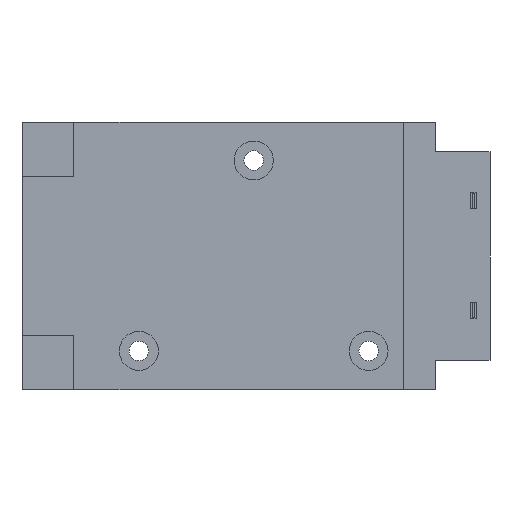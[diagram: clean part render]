
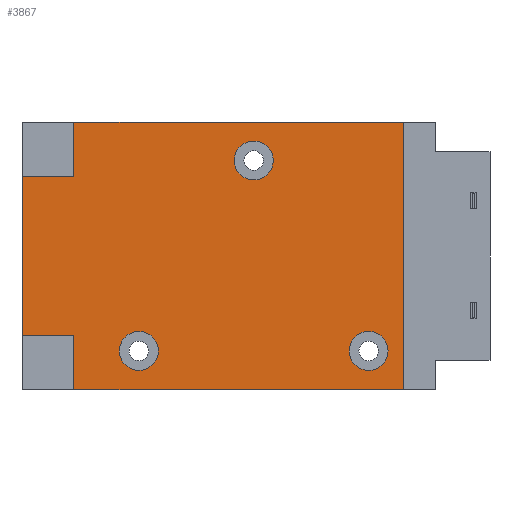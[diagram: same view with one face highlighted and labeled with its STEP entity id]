
A CAD part, front view. The second image highlights one B-rep face of the part: STEP entity #3867.
In plain terms, the highlighted planar face has unit normal (0, -1, 0).
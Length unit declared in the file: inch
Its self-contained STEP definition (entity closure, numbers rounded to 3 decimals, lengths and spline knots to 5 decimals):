
#44 = DIRECTION ( 'NONE',  ( 0., 1., 0. ) ) ;
#47 = EDGE_CURVE ( 'NONE', #4830, #4310, #858, .T. ) ;
#62 = AXIS2_PLACEMENT_3D ( 'NONE', #2245, #4101, #1817 ) ;
#79 = DIRECTION ( 'NONE',  ( -1., 0., 0. ) ) ;
#119 = CARTESIAN_POINT ( 'NONE',  ( 0., 0.055, 0. ) ) ;
#135 = CARTESIAN_POINT ( 'NONE',  ( 0., 0.055, 0.6175 ) ) ;
#145 = DIRECTION ( 'NONE',  ( 0., 0., 1. ) ) ;
#154 = DIRECTION ( 'NONE',  ( 0., 1., 0. ) ) ;
#267 = AXIS2_PLACEMENT_3D ( 'NONE', #672, #4409, #766 ) ;
#391 = EDGE_CURVE ( 'NONE', #1155, #1663, #648, .T. ) ;
#392 = VECTOR ( 'NONE', #1538, 39.37008 ) ;
#409 = LINE ( 'NONE', #861, #2378 ) ;
#578 = CARTESIAN_POINT ( 'NONE',  ( -0.5415, 0.055, -0.4385 ) ) ;
#648 = CIRCLE ( 'NONE', #62, 0.09 ) ;
#672 = CARTESIAN_POINT ( 'NONE',  ( -0.0105, 0.055, 0.4415 ) ) ;
#689 = DIRECTION ( 'NONE',  ( 0., 1., 0. ) ) ;
#721 = AXIS2_PLACEMENT_3D ( 'NONE', #4252, #44, #1446 ) ;
#755 = DIRECTION ( 'NONE',  ( -1., 0., 0. ) ) ;
#766 = DIRECTION ( 'NONE',  ( 0., 0., 1. ) ) ;
#787 = AXIS2_PLACEMENT_3D ( 'NONE', #5263, #2405, #2835 ) ;
#858 = LINE ( 'NONE', #5289, #3270 ) ;
#861 = CARTESIAN_POINT ( 'NONE',  ( 0., 0.055, -0.6175 ) ) ;
#895 = EDGE_CURVE ( 'NONE', #2947, #4195, #3347, .T. ) ;
#974 = CIRCLE ( 'NONE', #5458, 0.09 ) ;
#998 = ORIENTED_EDGE ( 'NONE', *, *, #5393, .F. ) ;
#1058 = ORIENTED_EDGE ( 'NONE', *, *, #47, .F. ) ;
#1077 = ORIENTED_EDGE ( 'NONE', *, *, #391, .T. ) ;
#1081 = CARTESIAN_POINT ( 'NONE',  ( -0.8415, 0.055, 0. ) ) ;
#1083 = CARTESIAN_POINT ( 'NONE',  ( -0.8415, 0.055, -0.6175 ) ) ;
#1155 = VERTEX_POINT ( 'NONE', #3281 ) ;
#1190 = VERTEX_POINT ( 'NONE', #5958 ) ;
#1221 = ORIENTED_EDGE ( 'NONE', *, *, #4604, .T. ) ;
#1335 = DIRECTION ( 'NONE',  ( 1., 0., 0. ) ) ;
#1341 = CARTESIAN_POINT ( 'NONE',  ( 0.5205, 0.055, -0.5285 ) ) ;
#1446 = DIRECTION ( 'NONE',  ( 0., 0., 1. ) ) ;
#1479 = LINE ( 'NONE', #5632, #2327 ) ;
#1538 = DIRECTION ( 'NONE',  ( 0., 0., -1. ) ) ;
#1548 = CIRCLE ( 'NONE', #787, 0.09 ) ;
#1554 = FACE_OUTER_BOUND ( 'NONE', #4646, .T. ) ;
#1572 = VECTOR ( 'NONE', #5840, 39.37008 ) ;
#1595 = AXIS2_PLACEMENT_3D ( 'NONE', #119, #2935, #145 ) ;
#1631 = CARTESIAN_POINT ( 'NONE',  ( -0.0105, 0.055, 0.5315 ) ) ;
#1663 = VERTEX_POINT ( 'NONE', #4363 ) ;
#1741 = CARTESIAN_POINT ( 'NONE',  ( 0., 0.055, 0.3675 ) ) ;
#1745 = ORIENTED_EDGE ( 'NONE', *, *, #3484, .T. ) ;
#1805 = CIRCLE ( 'NONE', #267, 0.09 ) ;
#1817 = DIRECTION ( 'NONE',  ( 0., 0., 1. ) ) ;
#1959 = CARTESIAN_POINT ( 'NONE',  ( -0.8415, 0.055, -0.3675 ) ) ;
#1975 = DIRECTION ( 'NONE',  ( 1., 0., 0. ) ) ;
#2025 = ORIENTED_EDGE ( 'NONE', *, *, #2529, .T. ) ;
#2026 = DIRECTION ( 'NONE',  ( 0., 0., 1. ) ) ;
#2060 = VERTEX_POINT ( 'NONE', #4788 ) ;
#2245 = CARTESIAN_POINT ( 'NONE',  ( -0.5415, 0.055, -0.4385 ) ) ;
#2327 = VECTOR ( 'NONE', #5145, 39.37008 ) ;
#2378 = VECTOR ( 'NONE', #1335, 39.37008 ) ;
#2405 = DIRECTION ( 'NONE',  ( 0., 1., 0. ) ) ;
#2449 = PLANE ( 'NONE',  #1595 ) ;
#2489 = EDGE_CURVE ( 'NONE', #2947, #3843, #3401, .T. ) ;
#2529 = EDGE_CURVE ( 'NONE', #4386, #2594, #1805, .T. ) ;
#2543 = FACE_BOUND ( 'NONE', #3823, .T. ) ;
#2578 = CIRCLE ( 'NONE', #4230, 0.09 ) ;
#2594 = VERTEX_POINT ( 'NONE', #1631 ) ;
#2602 = CARTESIAN_POINT ( 'NONE',  ( -1.0815, 0.055, -0.3675 ) ) ;
#2608 = LINE ( 'NONE', #1741, #3172 ) ;
#2684 = ORIENTED_EDGE ( 'NONE', *, *, #5135, .T. ) ;
#2802 = VERTEX_POINT ( 'NONE', #2824 ) ;
#2824 = CARTESIAN_POINT ( 'NONE',  ( 0.5205, 0.055, -0.3485 ) ) ;
#2835 = DIRECTION ( 'NONE',  ( 0., 0., 1. ) ) ;
#2920 = LINE ( 'NONE', #5328, #392 ) ;
#2935 = DIRECTION ( 'NONE',  ( 0., 1., 0. ) ) ;
#2946 = DIRECTION ( 'NONE',  ( 0., 0., -1. ) ) ;
#2947 = VERTEX_POINT ( 'NONE', #4922 ) ;
#2964 = DIRECTION ( 'NONE',  ( 0., 0., 1. ) ) ;
#2965 = EDGE_CURVE ( 'NONE', #3843, #1190, #2608, .T. ) ;
#3127 = EDGE_LOOP ( 'NONE', ( #2684, #1077 ) ) ;
#3172 = VECTOR ( 'NONE', #755, 39.37008 ) ;
#3270 = VECTOR ( 'NONE', #79, 39.37008 ) ;
#3281 = CARTESIAN_POINT ( 'NONE',  ( -0.5415, 0.055, -0.3485 ) ) ;
#3347 = LINE ( 'NONE', #135, #3938 ) ;
#3401 = LINE ( 'NONE', #1081, #3460 ) ;
#3460 = VECTOR ( 'NONE', #2946, 39.37008 ) ;
#3484 = EDGE_CURVE ( 'NONE', #5531, #2060, #409, .T. ) ;
#3815 = CARTESIAN_POINT ( 'NONE',  ( -0.0105, 0.055, 0.4415 ) ) ;
#3823 = EDGE_LOOP ( 'NONE', ( #4504, #1221 ) ) ;
#3843 = VERTEX_POINT ( 'NONE', #4768 ) ;
#3859 = EDGE_CURVE ( 'NONE', #2594, #4386, #2578, .T. ) ;
#3867 = ADVANCED_FACE ( 'NONE', ( #4273, #2543, #5249, #1554 ), #2449, .F. ) ;
#3938 = VECTOR ( 'NONE', #1975, 39.37008 ) ;
#4055 = VERTEX_POINT ( 'NONE', #1341 ) ;
#4101 = DIRECTION ( 'NONE',  ( 0., 1., 0. ) ) ;
#4131 = CIRCLE ( 'NONE', #721, 0.09 ) ;
#4148 = ORIENTED_EDGE ( 'NONE', *, *, #5461, .T. ) ;
#4191 = ORIENTED_EDGE ( 'NONE', *, *, #2489, .T. ) ;
#4195 = VERTEX_POINT ( 'NONE', #5721 ) ;
#4230 = AXIS2_PLACEMENT_3D ( 'NONE', #3815, #689, #2964 ) ;
#4252 = CARTESIAN_POINT ( 'NONE',  ( 0.5205, 0.055, -0.4385 ) ) ;
#4260 = EDGE_CURVE ( 'NONE', #4830, #5531, #5335, .T. ) ;
#4273 = FACE_BOUND ( 'NONE', #5944, .T. ) ;
#4310 = VERTEX_POINT ( 'NONE', #2602 ) ;
#4363 = CARTESIAN_POINT ( 'NONE',  ( -0.5415, 0.055, -0.5285 ) ) ;
#4386 = VERTEX_POINT ( 'NONE', #4574 ) ;
#4409 = DIRECTION ( 'NONE',  ( 0., 1., 0. ) ) ;
#4504 = ORIENTED_EDGE ( 'NONE', *, *, #5720, .T. ) ;
#4574 = CARTESIAN_POINT ( 'NONE',  ( -0.0105, 0.055, 0.3515 ) ) ;
#4604 = EDGE_CURVE ( 'NONE', #2802, #4055, #1548, .T. ) ;
#4646 = EDGE_LOOP ( 'NONE', ( #1058, #5751, #1745, #998, #5420, #4191, #5659, #4148 ) ) ;
#4768 = CARTESIAN_POINT ( 'NONE',  ( -0.8415, 0.055, 0.3675 ) ) ;
#4788 = CARTESIAN_POINT ( 'NONE',  ( 0.6815, 0.055, -0.6175 ) ) ;
#4830 = VERTEX_POINT ( 'NONE', #1959 ) ;
#4913 = CARTESIAN_POINT ( 'NONE',  ( -0.8415, 0.055, 0. ) ) ;
#4922 = CARTESIAN_POINT ( 'NONE',  ( -0.8415, 0.055, 0.6175 ) ) ;
#4957 = ORIENTED_EDGE ( 'NONE', *, *, #3859, .T. ) ;
#5135 = EDGE_CURVE ( 'NONE', #1663, #1155, #974, .T. ) ;
#5145 = DIRECTION ( 'NONE',  ( 0., 0., -1. ) ) ;
#5249 = FACE_BOUND ( 'NONE', #3127, .T. ) ;
#5263 = CARTESIAN_POINT ( 'NONE',  ( 0.5205, 0.055, -0.4385 ) ) ;
#5289 = CARTESIAN_POINT ( 'NONE',  ( 0., 0.055, -0.3675 ) ) ;
#5328 = CARTESIAN_POINT ( 'NONE',  ( -1.0815, 0.055, 0. ) ) ;
#5335 = LINE ( 'NONE', #4913, #1572 ) ;
#5393 = EDGE_CURVE ( 'NONE', #4195, #2060, #1479, .T. ) ;
#5420 = ORIENTED_EDGE ( 'NONE', *, *, #895, .F. ) ;
#5458 = AXIS2_PLACEMENT_3D ( 'NONE', #578, #154, #2026 ) ;
#5461 = EDGE_CURVE ( 'NONE', #1190, #4310, #2920, .T. ) ;
#5531 = VERTEX_POINT ( 'NONE', #1083 ) ;
#5632 = CARTESIAN_POINT ( 'NONE',  ( 0.6815, 0.055, 0. ) ) ;
#5659 = ORIENTED_EDGE ( 'NONE', *, *, #2965, .T. ) ;
#5720 = EDGE_CURVE ( 'NONE', #4055, #2802, #4131, .T. ) ;
#5721 = CARTESIAN_POINT ( 'NONE',  ( 0.6815, 0.055, 0.6175 ) ) ;
#5751 = ORIENTED_EDGE ( 'NONE', *, *, #4260, .T. ) ;
#5840 = DIRECTION ( 'NONE',  ( 0., 0., -1. ) ) ;
#5944 = EDGE_LOOP ( 'NONE', ( #2025, #4957 ) ) ;
#5958 = CARTESIAN_POINT ( 'NONE',  ( -1.0815, 0.055, 0.3675 ) ) ;
